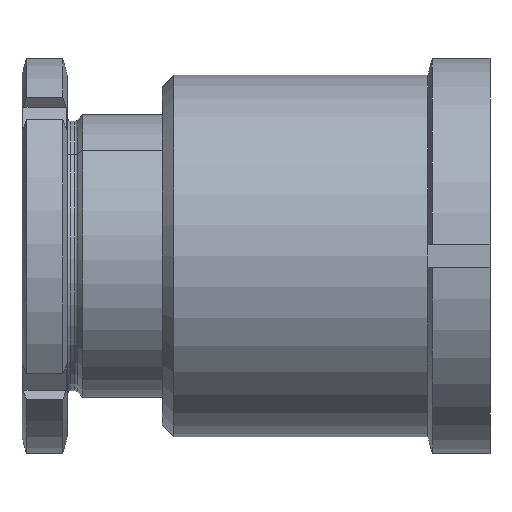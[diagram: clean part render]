
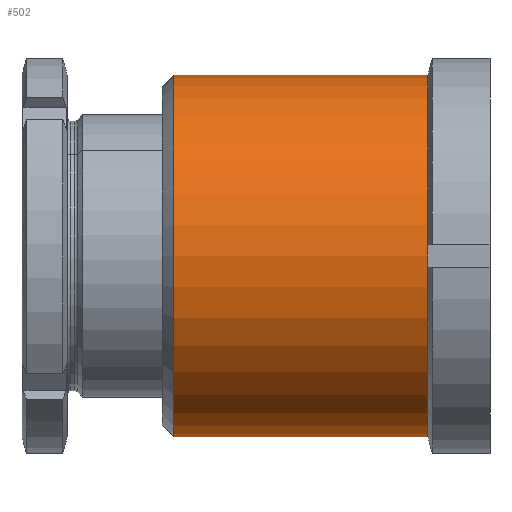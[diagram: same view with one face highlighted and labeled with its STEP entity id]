
A CAD part, left-side view. The second image highlights one B-rep face of the part: STEP entity #502.
In plain terms, the highlighted cylindrical face has radius 32 mm (diameter 64 mm), a partial arc.
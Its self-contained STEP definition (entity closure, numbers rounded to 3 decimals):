
#171 = CARTESIAN_POINT ( 'NONE',  ( 0., -2.1, 32. ) ) ;
#183 = CARTESIAN_POINT ( 'NONE',  ( 0., -2.1, -32. ) ) ;
#216 = DIRECTION ( 'NONE',  ( 0., 0., 1. ) ) ;
#226 = CARTESIAN_POINT ( 'NONE',  ( 0., -2.1, 0. ) ) ;
#384 = VERTEX_POINT ( 'NONE', #183 ) ;
#467 = DIRECTION ( 'NONE',  ( 0., 0., -1. ) ) ;
#479 = ORIENTED_EDGE ( 'NONE', *, *, #1545, .T. ) ;
#482 = AXIS2_PLACEMENT_3D ( 'NONE', #1286, #1497, #216 ) ;
#502 = ADVANCED_FACE ( 'NONE', ( #2606 ), #1469, .T. ) ;
#539 = AXIS2_PLACEMENT_3D ( 'NONE', #666, #1780, #890 ) ;
#666 = CARTESIAN_POINT ( 'NONE',  ( 0., 10.447, 0. ) ) ;
#715 = AXIS2_PLACEMENT_3D ( 'NONE', #1065, #2134, #2604 ) ;
#848 = ORIENTED_EDGE ( 'NONE', *, *, #2006, .F. ) ;
#858 = EDGE_CURVE ( 'NONE', #1670, #2564, #1436, .T. ) ;
#875 = ORIENTED_EDGE ( 'NONE', *, *, #2214, .T. ) ;
#890 = DIRECTION ( 'NONE',  ( 0., 0., 1. ) ) ;
#906 = AXIS2_PLACEMENT_3D ( 'NONE', #226, #1761, #467 ) ;
#936 = DIRECTION ( 'NONE',  ( 0., 1., 0. ) ) ;
#952 = CARTESIAN_POINT ( 'NONE',  ( 0., 10.447, 32. ) ) ;
#1023 = LINE ( 'NONE', #1214, #1314 ) ;
#1065 = CARTESIAN_POINT ( 'NONE',  ( 0., -47., 0. ) ) ;
#1214 = CARTESIAN_POINT ( 'NONE',  ( 0., 10.447, -32. ) ) ;
#1250 = EDGE_CURVE ( 'NONE', #2664, #1470, #1972, .T. ) ;
#1286 = CARTESIAN_POINT ( 'NONE',  ( 0., -47., 0. ) ) ;
#1314 = VECTOR ( 'NONE', #1484, 1000. ) ;
#1436 = CIRCLE ( 'NONE', #715, 32. ) ;
#1469 = CYLINDRICAL_SURFACE ( 'NONE', #539, 32. ) ;
#1470 = VERTEX_POINT ( 'NONE', #171 ) ;
#1484 = DIRECTION ( 'NONE',  ( 0., 1., 0. ) ) ;
#1497 = DIRECTION ( 'NONE',  ( 0., 1., 0. ) ) ;
#1545 = EDGE_CURVE ( 'NONE', #2564, #2664, #2125, .T. ) ;
#1657 = CARTESIAN_POINT ( 'NONE',  ( -32., -47., 0. ) ) ;
#1670 = VERTEX_POINT ( 'NONE', #2148 ) ;
#1761 = DIRECTION ( 'NONE',  ( 0., -1., 0. ) ) ;
#1780 = DIRECTION ( 'NONE',  ( 0., 1., 0. ) ) ;
#1874 = CARTESIAN_POINT ( 'NONE',  ( 0., -47., 32. ) ) ;
#1972 = LINE ( 'NONE', #952, #2525 ) ;
#2006 = EDGE_CURVE ( 'NONE', #1670, #384, #1023, .T. ) ;
#2125 = CIRCLE ( 'NONE', #482, 32. ) ;
#2134 = DIRECTION ( 'NONE',  ( 0., 1., 0. ) ) ;
#2148 = CARTESIAN_POINT ( 'NONE',  ( 0., -47., -32. ) ) ;
#2195 = CIRCLE ( 'NONE', #906, 32. ) ;
#2214 = EDGE_CURVE ( 'NONE', #1470, #384, #2195, .T. ) ;
#2220 = EDGE_LOOP ( 'NONE', ( #848, #2674, #479, #2508, #875 ) ) ;
#2508 = ORIENTED_EDGE ( 'NONE', *, *, #1250, .T. ) ;
#2525 = VECTOR ( 'NONE', #936, 1000. ) ;
#2564 = VERTEX_POINT ( 'NONE', #1657 ) ;
#2604 = DIRECTION ( 'NONE',  ( 0., 0., 1. ) ) ;
#2606 = FACE_OUTER_BOUND ( 'NONE', #2220, .T. ) ;
#2664 = VERTEX_POINT ( 'NONE', #1874 ) ;
#2674 = ORIENTED_EDGE ( 'NONE', *, *, #858, .T. ) ;
